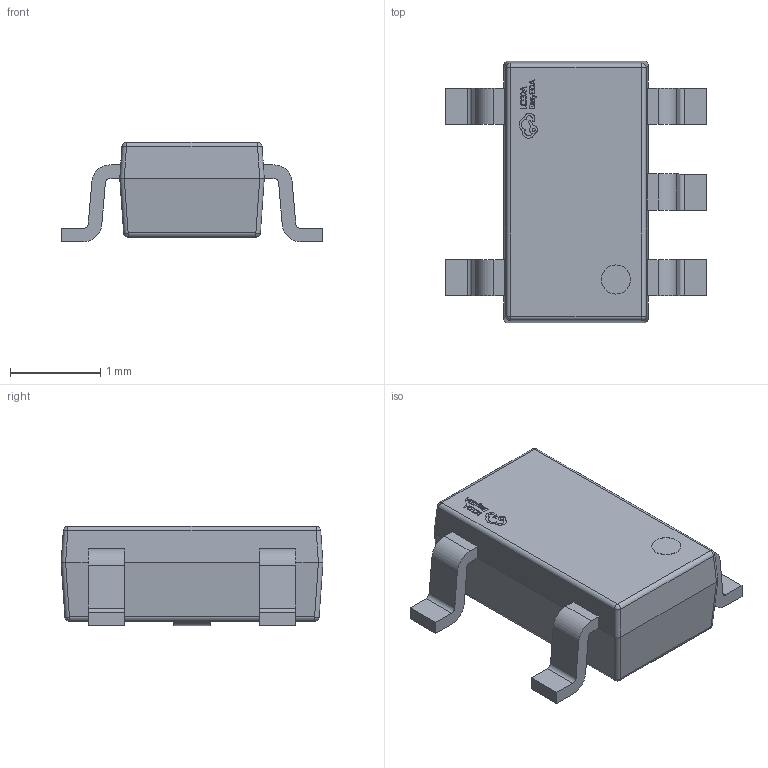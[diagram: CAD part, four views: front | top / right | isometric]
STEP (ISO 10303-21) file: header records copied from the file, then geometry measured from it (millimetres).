
FILE_DESCRIPTION(('FreeCAD Model'),'2;1');
FILE_NAME('Open CASCADE Shape Model','2024-04-17T20:08:05',(''),(''), 'Open CASCADE STEP processor 7.6','FreeCAD','Unknown');
FILE_SCHEMA(('AUTOMOTIVE_DESIGN { 1 0 10303 214 1 1 1 1 }'));
Length unit declared in the file: millimetre
Products named in the file (17): U1; SOT-23-5_L2.9-W1.6-P0.95-LS2.8-BR; COMPOUND015; COMPOUND001; COMPOUND002; COMPOUND003; COMPOUND004; COMPOUND005; COMPOUND006; COMPOUND007; COMPOUND008; COMPOUND009; COMPOUND010; COMPOUND011; COMPOUND012; COMPOUND013; COMPOUND014
Assembly tree (16 placements, depth 4):
  U1
    SOT-23-5_L2.9-W1.6-P0.95-LS2.8-BR
      COMPOUND015
        COMPOUND001
        COMPOUND002
        COMPOUND003
        COMPOUND004
        COMPOUND005
        COMPOUND006
        COMPOUND007
        COMPOUND008
        COMPOUND009
        COMPOUND010
        COMPOUND011
        COMPOUND012
        COMPOUND013
        COMPOUND014
Bounding box: 2.9 x 2.9 x 1.1 mm (x, y, z)
Volume: 5 mm3; surface area: 24.3 mm2
Topology: 14 solids, 14 shells, 392 faces, 1026 edges, 670 vertices
Faces by surface type: plane 234, bspline 112, cylinder 38, sphere 8
Entity records: 14682 total; most frequent: CARTESIAN_POINT 4221, ORIENTED_EDGE 2052, DIRECTION 1456, EDGE_CURVE 1026, LINE 726, VECTOR 726, VERTEX_POINT 670, FACE_BOUND 412
